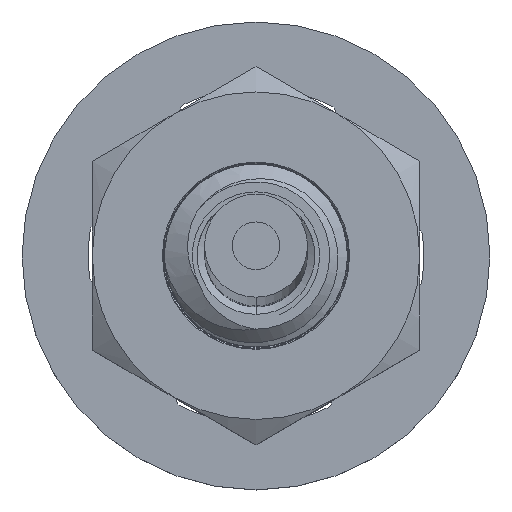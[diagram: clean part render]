
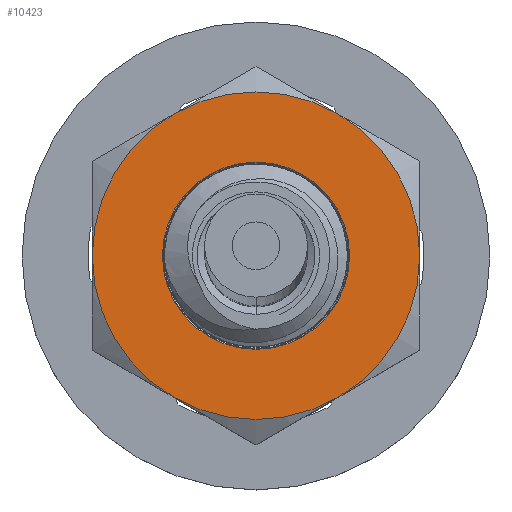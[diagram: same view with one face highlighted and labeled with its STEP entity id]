
A CAD part, top view. The second image highlights one B-rep face of the part: STEP entity #10423.
In plain terms, the highlighted planar face has unit normal (0, 0, 1).
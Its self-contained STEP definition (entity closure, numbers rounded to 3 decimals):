
#9618=CARTESIAN_POINT('',(0.,0.,0.));
#9619=DIRECTION('',(0.,0.,-1.));
#9620=DIRECTION('',(1.,0.,0.));
#9621=AXIS2_PLACEMENT_3D('',#9618,#9619,#9620);
#9623=CARTESIAN_POINT('',(0.,0.,0.));
#9624=DIRECTION('',(0.,0.,-1.));
#9625=DIRECTION('',(0.5,-0.866,0.));
#9626=AXIS2_PLACEMENT_3D('',#9623,#9624,#9625);
#9628=CARTESIAN_POINT('',(0.,0.,0.));
#9629=DIRECTION('',(0.,0.,-1.));
#9630=DIRECTION('',(-0.5,-0.866,0.));
#9631=AXIS2_PLACEMENT_3D('',#9628,#9629,#9630);
#9633=CARTESIAN_POINT('',(0.,0.,0.));
#9634=DIRECTION('',(0.,0.,-1.));
#9635=DIRECTION('',(-1.,0.,0.));
#9636=AXIS2_PLACEMENT_3D('',#9633,#9634,#9635);
#9638=CARTESIAN_POINT('',(0.,0.,0.));
#9639=DIRECTION('',(0.,0.,-1.));
#9640=DIRECTION('',(-0.5,0.866,0.));
#9641=AXIS2_PLACEMENT_3D('',#9638,#9639,#9640);
#9643=CARTESIAN_POINT('',(0.,0.,0.));
#9644=DIRECTION('',(0.,0.,-1.));
#9645=DIRECTION('',(0.5,0.866,0.));
#9646=AXIS2_PLACEMENT_3D('',#9643,#9644,#9645);
#9665=CARTESIAN_POINT('',(0.,0.,0.));
#9666=DIRECTION('',(0.,0.,-1.));
#9667=DIRECTION('',(-1.,0.,0.));
#9668=AXIS2_PLACEMENT_3D('',#9665,#9666,#9667);
#9674=CARTESIAN_POINT('',(0.,0.,0.));
#9675=DIRECTION('',(0.,0.,-1.));
#9676=DIRECTION('',(1.,0.,0.));
#9677=AXIS2_PLACEMENT_3D('',#9674,#9675,#9676);
#10088=CARTESIAN_POINT('',(3.5,0.,0.));
#10089=CARTESIAN_POINT('',(1.75,-3.031,0.));
#10090=VERTEX_POINT('',#10088);
#10091=VERTEX_POINT('',#10089);
#10092=CARTESIAN_POINT('',(-2.,0.,0.));
#10093=CARTESIAN_POINT('',(2.,0.,0.));
#10094=VERTEX_POINT('',#10092);
#10095=VERTEX_POINT('',#10093);
#10119=CARTESIAN_POINT('',(-1.75,-3.031,0.));
#10120=VERTEX_POINT('',#10119);
#10121=CARTESIAN_POINT('',(-3.5,0.,0.));
#10122=VERTEX_POINT('',#10121);
#10123=CARTESIAN_POINT('',(-1.75,3.031,0.));
#10124=CARTESIAN_POINT('',(1.75,3.031,0.));
#10125=VERTEX_POINT('',#10123);
#10126=VERTEX_POINT('',#10124);
#10399=CARTESIAN_POINT('',(-7.,0.,0.));
#10400=DIRECTION('',(0.,0.,1.));
#10401=DIRECTION('',(1.,0.,0.));
#10402=AXIS2_PLACEMENT_3D('',#10399,#10400,#10401);
#10403=PLANE('',#10402);
#10404=ORIENTED_EDGE('',*,*,#10394,.T.);
#10406=ORIENTED_EDGE('',*,*,#10405,.T.);
#10408=ORIENTED_EDGE('',*,*,#10407,.T.);
#10410=ORIENTED_EDGE('',*,*,#10409,.T.);
#10412=ORIENTED_EDGE('',*,*,#10411,.T.);
#10414=ORIENTED_EDGE('',*,*,#10413,.T.);
#10415=EDGE_LOOP('',(#10404,#10406,#10408,#10410,#10412,#10414));
#10416=FACE_OUTER_BOUND('',#10415,.F.);
#10418=ORIENTED_EDGE('',*,*,#10417,.F.);
#10420=ORIENTED_EDGE('',*,*,#10419,.F.);
#10421=EDGE_LOOP('',(#10418,#10420));
#10422=FACE_BOUND('',#10421,.F.);
#10423=ADVANCED_FACE('',(#10416,#10422),#10403,.T.);
#9622=CIRCLE('',#9621,3.5);
#9627=CIRCLE('',#9626,3.5);
#9632=CIRCLE('',#9631,3.5);
#9637=CIRCLE('',#9636,3.5);
#9642=CIRCLE('',#9641,3.5);
#9647=CIRCLE('',#9646,3.5);
#9669=CIRCLE('',#9668,2.);
#9678=CIRCLE('',#9677,2.);
#10394=EDGE_CURVE('',#10090,#10091,#9622,.T.);
#10405=EDGE_CURVE('',#10091,#10120,#9627,.T.);
#10407=EDGE_CURVE('',#10120,#10122,#9632,.T.);
#10409=EDGE_CURVE('',#10122,#10125,#9637,.T.);
#10411=EDGE_CURVE('',#10125,#10126,#9642,.T.);
#10413=EDGE_CURVE('',#10126,#10090,#9647,.T.);
#10417=EDGE_CURVE('',#10094,#10095,#9669,.T.);
#10419=EDGE_CURVE('',#10095,#10094,#9678,.T.);
